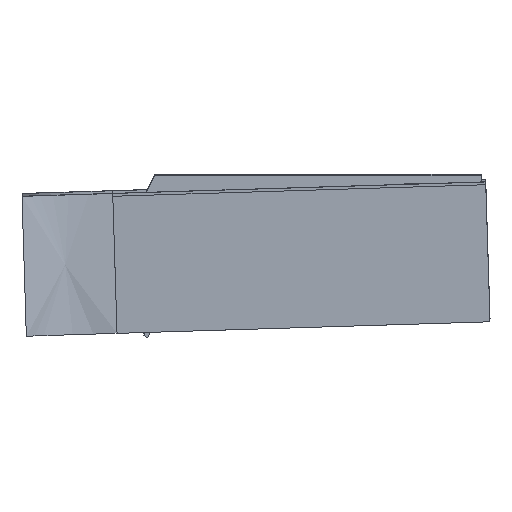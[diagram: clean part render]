
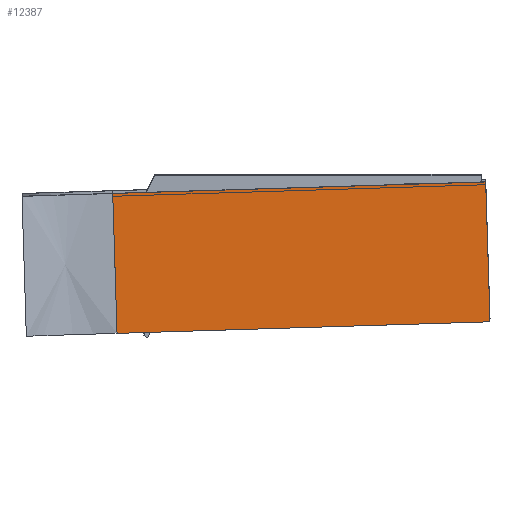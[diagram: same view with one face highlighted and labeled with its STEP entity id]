
A CAD part, left-side view. The second image highlights one B-rep face of the part: STEP entity #12387.
In plain terms, the highlighted planar face has unit normal (-1, 0, -0.002).
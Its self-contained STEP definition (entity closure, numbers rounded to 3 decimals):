
#12184=CARTESIAN_POINT('Vertex',(-186.365,0.,-91.546)) ;
#12187=CARTESIAN_POINT('Line Origine',(-186.365,0.,-16.546)) ;
#12191=CARTESIAN_POINT('Vertex',(-186.365,0.,58.454)) ;
#12357=CARTESIAN_POINT('Axis2P3D Location',(-186.365,0.,-91.546)) ;
#12362=CARTESIAN_POINT('Line Origine',(-186.365,-400.,-16.546)) ;
#12366=CARTESIAN_POINT('Vertex',(-186.365,-400.,-91.546)) ;
#12368=CARTESIAN_POINT('Vertex',(-186.365,-400.,58.454)) ;
#12371=CARTESIAN_POINT('Line Origine',(-186.365,-200.,58.454)) ;
#12376=CARTESIAN_POINT('Line Origine',(-186.365,-200.,-91.546)) ;
#12188=DIRECTION('Vector Direction',(0.,0.,1.)) ;
#12358=DIRECTION('Axis2P3D Direction',(1.,0.,0.)) ;
#12359=DIRECTION('Axis2P3D XDirection',(0.,0.,1.)) ;
#12363=DIRECTION('Vector Direction',(0.,0.,1.)) ;
#12372=DIRECTION('Vector Direction',(0.,-1.,0.)) ;
#12377=DIRECTION('Vector Direction',(0.,-1.,0.)) ;
#12360=AXIS2_PLACEMENT_3D('Plane Axis2P3D',#12357,#12358,#12359) ;
#12382=ORIENTED_EDGE('',*,*,#12370,.T.) ;
#12383=ORIENTED_EDGE('',*,*,#12375,.F.) ;
#12384=ORIENTED_EDGE('',*,*,#12193,.F.) ;
#12385=ORIENTED_EDGE('',*,*,#12380,.T.) ;
#12189=VECTOR('Line Direction',#12188,1.) ;
#12364=VECTOR('Line Direction',#12363,1.) ;
#12373=VECTOR('Line Direction',#12372,1.) ;
#12378=VECTOR('Line Direction',#12377,1.) ;
#12387=ADVANCED_FACE('',(#12386),#12361,.F.) ;
#12193=EDGE_CURVE('',#12185,#12192,#12190,.T.) ;
#12370=EDGE_CURVE('',#12367,#12369,#12365,.T.) ;
#12375=EDGE_CURVE('',#12192,#12369,#12374,.T.) ;
#12380=EDGE_CURVE('',#12185,#12367,#12379,.T.) ;
#12381=EDGE_LOOP('',(#12382,#12383,#12384,#12385)) ;
#12386=FACE_OUTER_BOUND('',#12381,.T.) ;
#12190=LINE('Line',#12187,#12189) ;
#12365=LINE('Line',#12362,#12364) ;
#12374=LINE('Line',#12371,#12373) ;
#12379=LINE('Line',#12376,#12378) ;
#12361=PLANE('Plane',#12360) ;
#12185=VERTEX_POINT('',#12184) ;
#12192=VERTEX_POINT('',#12191) ;
#12367=VERTEX_POINT('',#12366) ;
#12369=VERTEX_POINT('',#12368) ;
